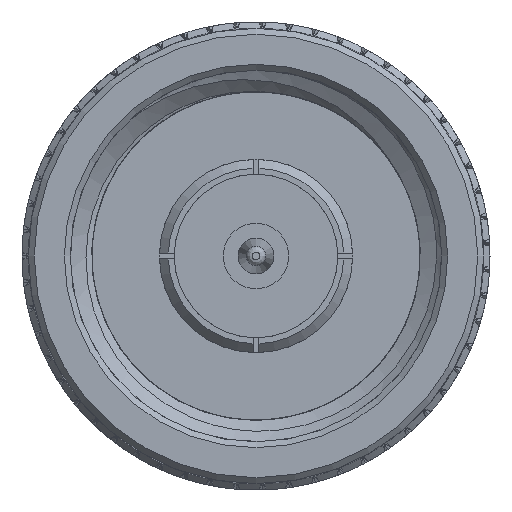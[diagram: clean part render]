
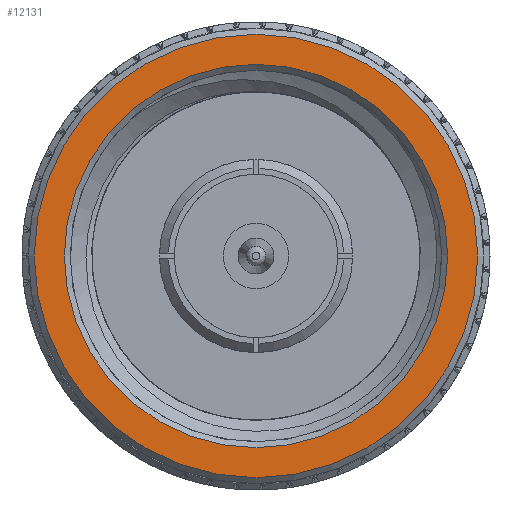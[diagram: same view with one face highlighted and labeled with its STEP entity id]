
A CAD part, left-side view. The second image highlights one B-rep face of the part: STEP entity #12131.
In plain terms, the highlighted planar face has unit normal (-1, 0, 0).
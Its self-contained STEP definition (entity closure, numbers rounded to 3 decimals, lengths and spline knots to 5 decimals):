
#2120 = EDGE_CURVE ( 'NONE', #7310, #7310, #60734, .T. ) ;
#3095 = DIRECTION ( 'NONE',  ( -1., 0., 0. ) ) ;
#6684 = AXIS2_PLACEMENT_3D ( 'NONE', #10260, #47596, #24778 ) ;
#7310 = VERTEX_POINT ( 'NONE', #89182 ) ;
#8857 = DIRECTION ( 'NONE',  ( 1., 0., 0. ) ) ;
#9949 = AXIS2_PLACEMENT_3D ( 'NONE', #52961, #8857, #88831 ) ;
#10260 = CARTESIAN_POINT ( 'NONE',  ( 0., 0., 0. ) ) ;
#10362 = PLANE ( 'NONE',  #57350 ) ;
#12131 = ADVANCED_FACE ( 'NONE', ( #62184, #76742 ), #10362, .T. ) ;
#23982 = EDGE_LOOP ( 'NONE', ( #66346 ) ) ;
#24778 = DIRECTION ( 'NONE',  ( 0., 1., 0. ) ) ;
#25435 = EDGE_LOOP ( 'NONE', ( #67825 ) ) ;
#39275 = VERTEX_POINT ( 'NONE', #91056 ) ;
#39954 = CARTESIAN_POINT ( 'NONE',  ( 0., 0.38309, 0. ) ) ;
#47596 = DIRECTION ( 'NONE',  ( -1., 0., 0. ) ) ;
#52961 = CARTESIAN_POINT ( 'NONE',  ( 0., 0., 0. ) ) ;
#55288 = EDGE_CURVE ( 'NONE', #39275, #39275, #68726, .T. ) ;
#57350 = AXIS2_PLACEMENT_3D ( 'NONE', #39954, #3095, #69921 ) ;
#60734 = CIRCLE ( 'NONE', #6684, 0.37309 ) ;
#62184 = FACE_BOUND ( 'NONE', #23982, .T. ) ;
#66346 = ORIENTED_EDGE ( 'NONE', *, *, #55288, .T. ) ;
#67825 = ORIENTED_EDGE ( 'NONE', *, *, #2120, .T. ) ;
#68726 = CIRCLE ( 'NONE', #9949, 0.3225 ) ;
#69921 = DIRECTION ( 'NONE',  ( 0., 1., 0. ) ) ;
#76742 = FACE_OUTER_BOUND ( 'NONE', #25435, .T. ) ;
#88831 = DIRECTION ( 'NONE',  ( 0., 0., 1. ) ) ;
#89182 = CARTESIAN_POINT ( 'NONE',  ( 0., 0.37309, 0. ) ) ;
#91056 = CARTESIAN_POINT ( 'NONE',  ( 0., 0., 0.3225 ) ) ;
